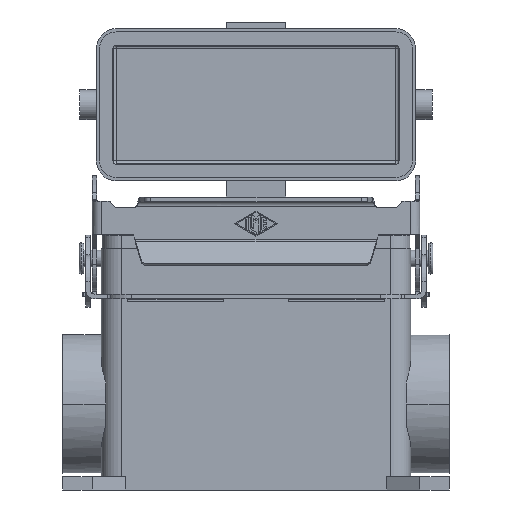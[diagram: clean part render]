
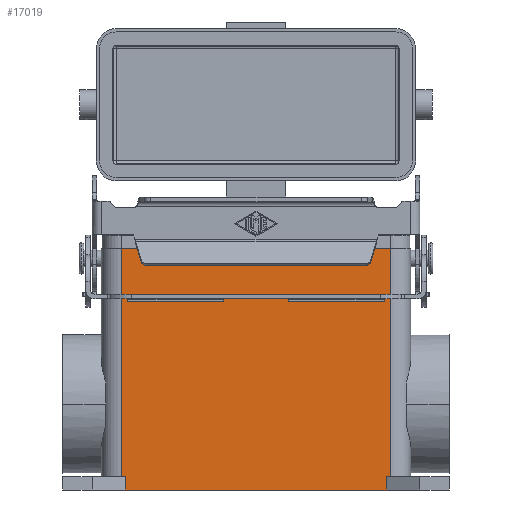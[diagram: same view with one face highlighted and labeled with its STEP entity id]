
A CAD part, front view. The second image highlights one B-rep face of the part: STEP entity #17019.
In plain terms, the highlighted planar face has unit normal (0, -1, 0).
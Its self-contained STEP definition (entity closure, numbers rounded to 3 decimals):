
#16780=CARTESIAN_POINT('',(39.5,-22.25,-70.0));
#16781=VERTEX_POINT('',#16780);
#16788=CARTESIAN_POINT('',(-39.5,-22.25,-70.0));
#16789=VERTEX_POINT('',#16788);
#16790=CARTESIAN_POINT('',(39.5,-22.25,-70.0));
#16791=DIRECTION('',(-1.0,0.0,0.0));
#16792=VECTOR('',#16791,79.0);
#16793=LINE('',#16790,#16792);
#16794=EDGE_CURVE('',#16781,#16789,#16793,.T.);
#16945=CARTESIAN_POINT('',(-39.5,-22.25,-66.0));
#16946=VERTEX_POINT('',#16945);
#16955=CARTESIAN_POINT('',(-39.5,-22.25,-70.0));
#16956=DIRECTION('',(0.0,0.0,1.0));
#16957=VECTOR('',#16956,4.0);
#16958=LINE('',#16955,#16957);
#16959=EDGE_CURVE('',#16789,#16946,#16958,.T.);
#16964=CARTESIAN_POINT('',(39.5,-22.25,-70.0));
#16965=DIRECTION('',(0.0,-1.0,0.0));
#16966=DIRECTION('',(0.0,0.0,-1.0));
#16967=AXIS2_PLACEMENT_3D('',#16964,#16965,#16966);
#16968=PLANE('',#16967);
#16969=ORIENTED_EDGE('',*,*,#16959,.F.);
#16970=ORIENTED_EDGE('',*,*,#16794,.F.);
#16971=CARTESIAN_POINT('',(39.5,-22.25,-66.0));
#16972=VERTEX_POINT('',#16971);
#16973=CARTESIAN_POINT('',(39.5,-22.25,-70.0));
#16974=DIRECTION('',(0.0,0.0,1.0));
#16975=VECTOR('',#16974,4.0);
#16976=LINE('',#16973,#16975);
#16977=EDGE_CURVE('',#16781,#16972,#16976,.T.);
#16978=ORIENTED_EDGE('',*,*,#16977,.T.);
#16979=CARTESIAN_POINT('',(40.75,-22.25,-66.0));
#16980=VERTEX_POINT('',#16979);
#16981=CARTESIAN_POINT('',(40.75,-22.25,-66.0));
#16982=DIRECTION('',(-1.0,0.0,0.0));
#16983=VECTOR('',#16982,1.25);
#16984=LINE('',#16981,#16983);
#16985=EDGE_CURVE('',#16980,#16972,#16984,.T.);
#16986=ORIENTED_EDGE('',*,*,#16985,.F.);
#16987=CARTESIAN_POINT('',(40.75,-22.25,3.));
#16988=VERTEX_POINT('',#16987);
#16989=CARTESIAN_POINT('',(40.75,-22.25,-66.0));
#16990=DIRECTION('',(0.0,0.0,1.0));
#16991=VECTOR('',#16990,69.0);
#16992=LINE('',#16989,#16991);
#16993=EDGE_CURVE('',#16980,#16988,#16992,.T.);
#16994=ORIENTED_EDGE('',*,*,#16993,.T.);
#16995=CARTESIAN_POINT('',(-40.75,-22.25,3.));
#16996=VERTEX_POINT('',#16995);
#16997=CARTESIAN_POINT('',(40.75,-22.25,3.));
#16998=DIRECTION('',(-1.0,0.0,0.0));
#16999=VECTOR('',#16998,81.5);
#17000=LINE('',#16997,#16999);
#17001=EDGE_CURVE('',#16988,#16996,#17000,.T.);
#17002=ORIENTED_EDGE('',*,*,#17001,.T.);
#17003=CARTESIAN_POINT('',(-40.75,-22.25,-66.0));
#17004=VERTEX_POINT('',#17003);
#17005=CARTESIAN_POINT('',(-40.75,-22.25,-66.0));
#17006=DIRECTION('',(0.0,0.0,1.0));
#17007=VECTOR('',#17006,69.0);
#17008=LINE('',#17005,#17007);
#17009=EDGE_CURVE('',#17004,#16996,#17008,.T.);
#17010=ORIENTED_EDGE('',*,*,#17009,.F.);
#17011=CARTESIAN_POINT('',(-39.5,-22.25,-66.0));
#17012=DIRECTION('',(-1.0,0.0,0.0));
#17013=VECTOR('',#17012,1.25);
#17014=LINE('',#17011,#17013);
#17015=EDGE_CURVE('',#16946,#17004,#17014,.T.);
#17016=ORIENTED_EDGE('',*,*,#17015,.F.);
#17017=EDGE_LOOP('',(#16969,#16970,#16978,#16986,#16994,#17002,#17010,#17016));
#17018=FACE_OUTER_BOUND('',#17017,.T.);
#17019=ADVANCED_FACE('',(#17018),#16968,.T.);
